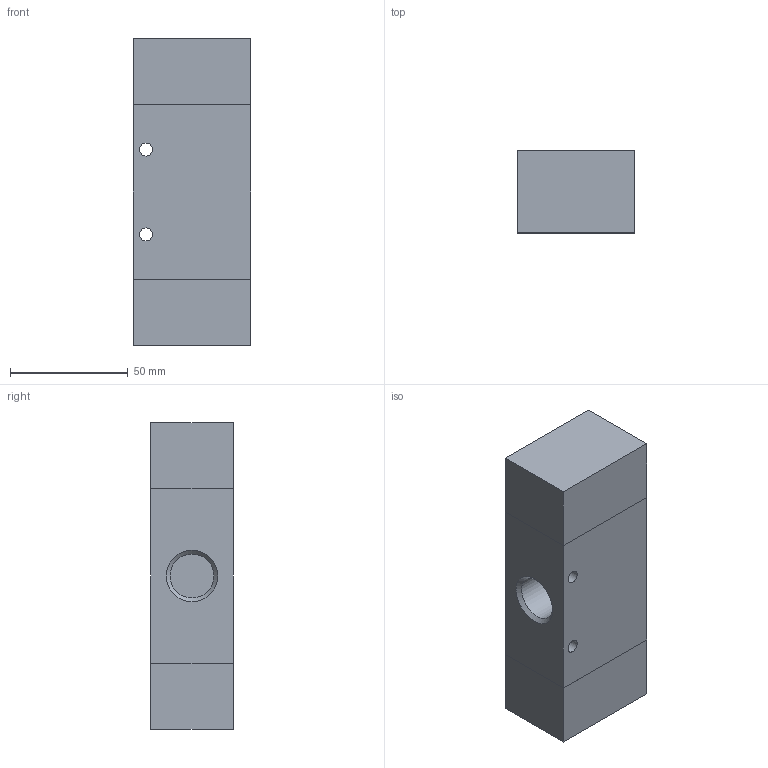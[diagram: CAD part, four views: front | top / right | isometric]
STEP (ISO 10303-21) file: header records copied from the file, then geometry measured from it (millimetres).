
FILE_DESCRIPTION((''),'2;1');
FILE_NAME('212-2_32_11_11.stp','2006-12-19T09:20:26',('rivolro1'),(''),'Autodesk Inventor 11','Autodesk Inventor 11','');
FILE_SCHEMA(('AUTOMOTIVE_DESIGN { 1 0 10303 214 1 1 1 1 }'));
Length unit declared in the file: millimetre
Products named in the file (1): 212-2_32_11_11
Bounding box: 50 x 35 x 130 mm (x, y, z)
Volume: 212098.5 mm3; surface area: 29668.3 mm2
Topology: 1 solids, 1 shells, 33 faces, 67 edges, 43 vertices
Faces by surface type: bspline 17, plane 12, cylinder 3, cone 1
Full cylindrical faces by diameter (mm): 5.5 x2, 8.566 x1
Entity records: 935 total; most frequent: CARTESIAN_POINT 295, ORIENTED_EDGE 110, DIRECTION 108, EDGE_LOOP 56, EDGE_CURVE 55, VERTEX_POINT 43, AXIS2_PLACEMENT_3D 36, VECTOR 36
